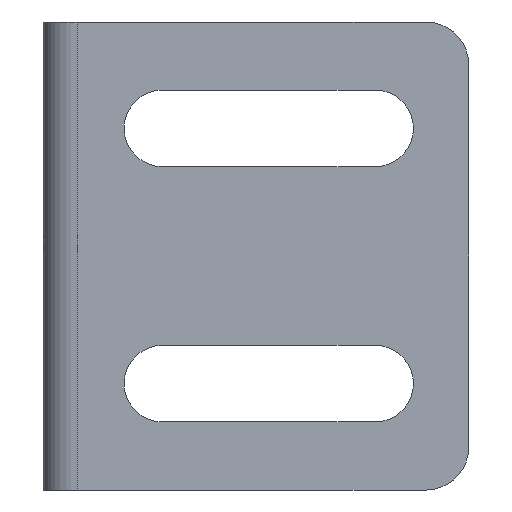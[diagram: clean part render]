
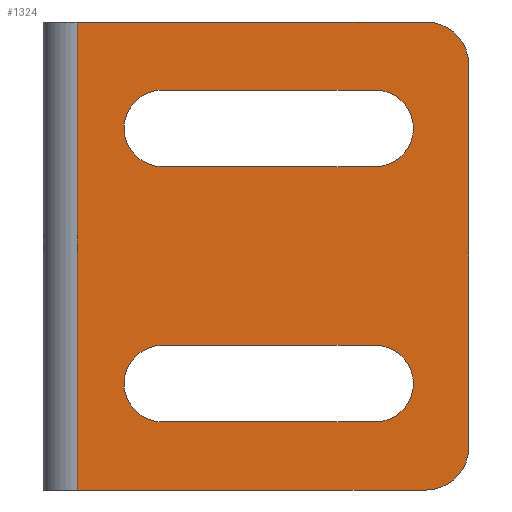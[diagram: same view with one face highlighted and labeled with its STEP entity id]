
A CAD part, left-side view. The second image highlights one B-rep face of the part: STEP entity #1324.
In plain terms, the highlighted planar face has unit normal (-1, 0, 0).
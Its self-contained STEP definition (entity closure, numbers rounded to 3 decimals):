
#31 = AXIS2_PLACEMENT_3D ( 'NONE', #693, #701, #689 ) ;
#77 = AXIS2_PLACEMENT_3D ( 'NONE', #1072, #1070, #1068 ) ;
#87 = AXIS2_PLACEMENT_3D ( 'NONE', #792, #788, #787 ) ;
#88 = AXIS2_PLACEMENT_3D ( 'NONE', #802, #800, #797 ) ;
#93 = AXIS2_PLACEMENT_3D ( 'NONE', #776, #775, #773 ) ;
#107 = AXIS2_PLACEMENT_3D ( 'NONE', #977, #976, #975 ) ;
#116 = AXIS2_PLACEMENT_3D ( 'NONE', #1104, #1102, #1099 ) ;
#145 = EDGE_CURVE ( 'NONE', #550, #546, #254, .T. ) ;
#147 = EDGE_CURVE ( 'NONE', #396, #1285, #260, .T. ) ;
#151 = EDGE_CURVE ( 'NONE', #533, #522, #268, .T. ) ;
#152 = EDGE_CURVE ( 'NONE', #502, #1285, #270, .T. ) ;
#153 = EDGE_CURVE ( 'NONE', #536, #533, #272, .T. ) ;
#154 = EDGE_CURVE ( 'NONE', #522, #528, #262, .T. ) ;
#160 = EDGE_CURVE ( 'NONE', #557, #524, #279, .T. ) ;
#170 = EDGE_CURVE ( 'NONE', #396, #550, #1351, .T. ) ;
#175 = EDGE_CURVE ( 'NONE', #524, #1284, #1360, .T. ) ;
#189 = EDGE_CURVE ( 'NONE', #546, #559, #1384, .T. ) ;
#193 = EDGE_CURVE ( 'NONE', #1284, #551, #1391, .T. ) ;
#194 = EDGE_CURVE ( 'NONE', #502, #559, #1393, .T. ) ;
#195 = EDGE_CURVE ( 'NONE', #551, #557, #1395, .T. ) ;
#200 = EDGE_CURVE ( 'NONE', #528, #536, #1402, .T. ) ;
#254 = LINE ( 'NONE', #871, #261 ) ;
#260 = LINE ( 'NONE', #855, #265 ) ;
#261 = VECTOR ( 'NONE', #844, 1000. ) ;
#262 = CIRCLE ( 'NONE', #93, 4.5 ) ;
#265 = VECTOR ( 'NONE', #834, 1000. ) ;
#268 = LINE ( 'NONE', #820, #271 ) ;
#270 = CIRCLE ( 'NONE', #88, 5. ) ;
#271 = VECTOR ( 'NONE', #815, 1000. ) ;
#272 = CIRCLE ( 'NONE', #87, 4.5 ) ;
#279 = LINE ( 'NONE', #783, #451 ) ;
#329 = FACE_BOUND ( 'NONE', #416, .T. ) ;
#333 = FACE_OUTER_BOUND ( 'NONE', #441, .T. ) ;
#335 = FACE_BOUND ( 'NONE', #431, .T. ) ;
#396 = VERTEX_POINT ( 'NONE', #942 ) ;
#416 = EDGE_LOOP ( 'NONE', ( #1191, #1212, #1255, #587 ) ) ;
#431 = EDGE_LOOP ( 'NONE', ( #574, #589, #567, #568 ) ) ;
#441 = EDGE_LOOP ( 'NONE', ( #594, #1248, #1260, #1188, #1228, #569 ) ) ;
#451 = VECTOR ( 'NONE', #780, 1000. ) ;
#502 = VERTEX_POINT ( 'NONE', #934 ) ;
#522 = VERTEX_POINT ( 'NONE', #914 ) ;
#524 = VERTEX_POINT ( 'NONE', #909 ) ;
#528 = VERTEX_POINT ( 'NONE', #902 ) ;
#533 = VERTEX_POINT ( 'NONE', #896 ) ;
#536 = VERTEX_POINT ( 'NONE', #892 ) ;
#546 = VERTEX_POINT ( 'NONE', #878 ) ;
#550 = VERTEX_POINT ( 'NONE', #872 ) ;
#551 = VERTEX_POINT ( 'NONE', #869 ) ;
#557 = VERTEX_POINT ( 'NONE', #860 ) ;
#559 = VERTEX_POINT ( 'NONE', #858 ) ;
#567 = ORIENTED_EDGE ( 'NONE', *, *, #154, .F. ) ;
#568 = ORIENTED_EDGE ( 'NONE', *, *, #151, .F. ) ;
#569 = ORIENTED_EDGE ( 'NONE', *, *, #189, .T. ) ;
#574 = ORIENTED_EDGE ( 'NONE', *, *, #153, .F. ) ;
#587 = ORIENTED_EDGE ( 'NONE', *, *, #160, .F. ) ;
#589 = ORIENTED_EDGE ( 'NONE', *, *, #200, .F. ) ;
#594 = ORIENTED_EDGE ( 'NONE', *, *, #194, .F. ) ;
#689 = DIRECTION ( 'NONE',  ( 0., 0., 1. ) ) ;
#691 = PLANE ( 'NONE',  #31 ) ;
#693 = CARTESIAN_POINT ( 'NONE',  ( 0., -50., 27.5 ) ) ;
#701 = DIRECTION ( 'NONE',  ( -1., 0., 0. ) ) ;
#773 = DIRECTION ( 'NONE',  ( 0., 0., 1. ) ) ;
#775 = DIRECTION ( 'NONE',  ( -1., 0., 0. ) ) ;
#776 = CARTESIAN_POINT ( 'NONE',  ( 0., -39., 15. ) ) ;
#780 = DIRECTION ( 'NONE',  ( 0., 1., 0. ) ) ;
#783 = CARTESIAN_POINT ( 'NONE',  ( 0., -50., -10.5 ) ) ;
#787 = DIRECTION ( 'NONE',  ( 0., 0., 1. ) ) ;
#788 = DIRECTION ( 'NONE',  ( -1., 0., 0. ) ) ;
#792 = CARTESIAN_POINT ( 'NONE',  ( 0., -14., 15. ) ) ;
#797 = DIRECTION ( 'NONE',  ( 0., 0., 1. ) ) ;
#800 = DIRECTION ( 'NONE',  ( -1., 0., 0. ) ) ;
#802 = CARTESIAN_POINT ( 'NONE',  ( 0., -45., -22.5 ) ) ;
#815 = DIRECTION ( 'NONE',  ( 0., -1., 0. ) ) ;
#820 = CARTESIAN_POINT ( 'NONE',  ( 0., -50., 10.5 ) ) ;
#834 = DIRECTION ( 'NONE',  ( 0., 0., -1. ) ) ;
#844 = DIRECTION ( 'NONE',  ( 0., 1., 0. ) ) ;
#848 = CARTESIAN_POINT ( 'NONE',  ( 0., -14., -19.5 ) ) ;
#850 = CARTESIAN_POINT ( 'NONE',  ( 0., -50., -22.5 ) ) ;
#855 = CARTESIAN_POINT ( 'NONE',  ( 0., -50., 27.5 ) ) ;
#858 = CARTESIAN_POINT ( 'NONE',  ( 0., -4., -27.5 ) ) ;
#860 = CARTESIAN_POINT ( 'NONE',  ( 0., -39., -10.5 ) ) ;
#869 = CARTESIAN_POINT ( 'NONE',  ( 0., -39., -19.5 ) ) ;
#871 = CARTESIAN_POINT ( 'NONE',  ( 0., -50., 27.5 ) ) ;
#872 = CARTESIAN_POINT ( 'NONE',  ( 0., -45., 27.5 ) ) ;
#878 = CARTESIAN_POINT ( 'NONE',  ( 0., -4., 27.5 ) ) ;
#892 = CARTESIAN_POINT ( 'NONE',  ( 0., -14., 19.5 ) ) ;
#896 = CARTESIAN_POINT ( 'NONE',  ( 0., -14., 10.5 ) ) ;
#902 = CARTESIAN_POINT ( 'NONE',  ( 0., -39., 19.5 ) ) ;
#909 = CARTESIAN_POINT ( 'NONE',  ( 0., -14., -10.5 ) ) ;
#914 = CARTESIAN_POINT ( 'NONE',  ( 0., -39., 10.5 ) ) ;
#934 = CARTESIAN_POINT ( 'NONE',  ( 0., -45., -27.5 ) ) ;
#942 = CARTESIAN_POINT ( 'NONE',  ( 0., -50., 22.5 ) ) ;
#949 = DIRECTION ( 'NONE',  ( 0., 1., 0. ) ) ;
#957 = CARTESIAN_POINT ( 'NONE',  ( 0., -50., 19.5 ) ) ;
#975 = DIRECTION ( 'NONE',  ( 0., 0., 1. ) ) ;
#976 = DIRECTION ( 'NONE',  ( -1., 0., 0. ) ) ;
#977 = CARTESIAN_POINT ( 'NONE',  ( 0., -39., -15. ) ) ;
#982 = DIRECTION ( 'NONE',  ( 0., 1., 0. ) ) ;
#983 = CARTESIAN_POINT ( 'NONE',  ( 0., -50., -27.5 ) ) ;
#984 = DIRECTION ( 'NONE',  ( 0., -1., 0. ) ) ;
#986 = CARTESIAN_POINT ( 'NONE',  ( 0., -50., -19.5 ) ) ;
#1013 = CARTESIAN_POINT ( 'NONE',  ( 0., -4., 27.5 ) ) ;
#1029 = DIRECTION ( 'NONE',  ( 0., 0., -1. ) ) ;
#1068 = DIRECTION ( 'NONE',  ( 0., 0., 1. ) ) ;
#1070 = DIRECTION ( 'NONE',  ( -1., 0., 0. ) ) ;
#1072 = CARTESIAN_POINT ( 'NONE',  ( 0., -14., -15. ) ) ;
#1099 = DIRECTION ( 'NONE',  ( 0., 0., 1. ) ) ;
#1102 = DIRECTION ( 'NONE',  ( -1., 0., 0. ) ) ;
#1104 = CARTESIAN_POINT ( 'NONE',  ( 0., -45., 22.5 ) ) ;
#1188 = ORIENTED_EDGE ( 'NONE', *, *, #170, .T. ) ;
#1191 = ORIENTED_EDGE ( 'NONE', *, *, #195, .F. ) ;
#1212 = ORIENTED_EDGE ( 'NONE', *, *, #193, .F. ) ;
#1228 = ORIENTED_EDGE ( 'NONE', *, *, #145, .T. ) ;
#1248 = ORIENTED_EDGE ( 'NONE', *, *, #152, .T. ) ;
#1255 = ORIENTED_EDGE ( 'NONE', *, *, #175, .F. ) ;
#1260 = ORIENTED_EDGE ( 'NONE', *, *, #147, .F. ) ;
#1284 = VERTEX_POINT ( 'NONE', #848 ) ;
#1285 = VERTEX_POINT ( 'NONE', #850 ) ;
#1324 = ADVANCED_FACE ( 'NONE', ( #329, #335, #333 ), #691, .T. ) ;
#1351 = CIRCLE ( 'NONE', #116, 5. ) ;
#1360 = CIRCLE ( 'NONE', #77, 4.5 ) ;
#1384 = LINE ( 'NONE', #1013, #1386 ) ;
#1386 = VECTOR ( 'NONE', #1029, 1000. ) ;
#1391 = LINE ( 'NONE', #986, #1394 ) ;
#1393 = LINE ( 'NONE', #983, #1396 ) ;
#1394 = VECTOR ( 'NONE', #984, 1000. ) ;
#1395 = CIRCLE ( 'NONE', #107, 4.5 ) ;
#1396 = VECTOR ( 'NONE', #982, 1000. ) ;
#1402 = LINE ( 'NONE', #957, #1405 ) ;
#1405 = VECTOR ( 'NONE', #949, 1000. ) ;
